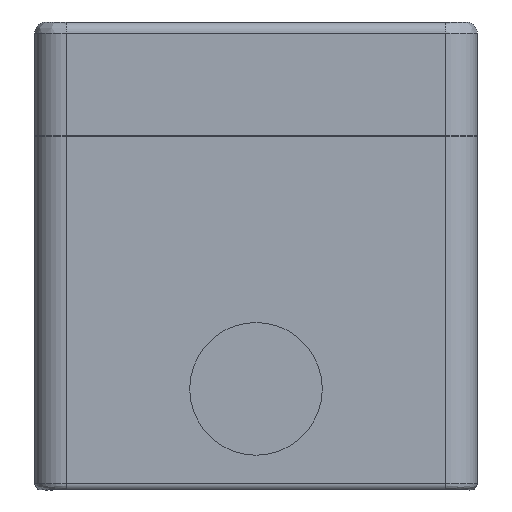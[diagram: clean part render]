
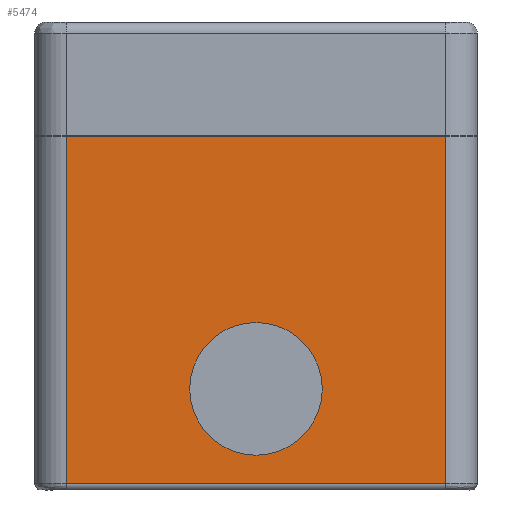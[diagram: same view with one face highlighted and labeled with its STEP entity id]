
A CAD part, front view. The second image highlights one B-rep face of the part: STEP entity #5474.
In plain terms, the highlighted planar face has unit normal (0, -1, 0).
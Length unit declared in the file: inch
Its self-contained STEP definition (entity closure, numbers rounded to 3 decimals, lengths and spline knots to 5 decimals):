
#1454 = EDGE_CURVE ( 'NONE', #6382, #22481, #22790, .T. ) ;
#2080 = EDGE_CURVE ( 'NONE', #18342, #22481, #5667, .T. ) ;
#2181 = CARTESIAN_POINT ( 'NONE',  ( 2.51437, -4.77133, -1.0268 ) ) ;
#2210 = CARTESIAN_POINT ( 'NONE',  ( 2.51437, -4.77133, -3.19215 ) ) ;
#2356 = EDGE_CURVE ( 'NONE', #19562, #6382, #15502, .T. ) ;
#2507 = EDGE_LOOP ( 'NONE', ( #15498, #4334, #20811, #9016 ) ) ;
#2664 = VECTOR ( 'NONE', #9941, 39.37008 ) ;
#2747 = VERTEX_POINT ( 'NONE', #20963 ) ;
#3948 = VECTOR ( 'NONE', #4329, 39.37008 ) ;
#4329 = DIRECTION ( 'NONE',  ( -1., 0., 0. ) ) ;
#4334 = ORIENTED_EDGE ( 'NONE', *, *, #1454, .F. ) ;
#5474 = ADVANCED_FACE ( 'NONE', ( #13826, #14078 ), #21539, .T. ) ;
#5516 = AXIS2_PLACEMENT_3D ( 'NONE', #21246, #23095, #12518 ) ;
#5667 = LINE ( 'NONE', #17020, #3948 ) ;
#6382 = VERTEX_POINT ( 'NONE', #7644 ) ;
#7021 = AXIS2_PLACEMENT_3D ( 'NONE', #12621, #21810, #14435 ) ;
#7644 = CARTESIAN_POINT ( 'NONE',  ( 0.15216, -4.77133, -3.19215 ) ) ;
#8957 = CIRCLE ( 'NONE', #7021, 0.41339 ) ;
#9016 = ORIENTED_EDGE ( 'NONE', *, *, #9047, .T. ) ;
#9047 = EDGE_CURVE ( 'NONE', #19562, #18342, #13402, .T. ) ;
#9286 = EDGE_LOOP ( 'NONE', ( #20490, #11882 ) ) ;
#9941 = DIRECTION ( 'NONE',  ( 0., 0., 1. ) ) ;
#11255 = VECTOR ( 'NONE', #21189, 39.37008 ) ;
#11738 = CARTESIAN_POINT ( 'NONE',  ( 0.15216, -4.77133, -2.10948 ) ) ;
#11882 = ORIENTED_EDGE ( 'NONE', *, *, #21934, .T. ) ;
#12068 = VERTEX_POINT ( 'NONE', #20424 ) ;
#12310 = CARTESIAN_POINT ( 'NONE',  ( 1.33327, -4.77133, -3.19215 ) ) ;
#12518 = DIRECTION ( 'NONE',  ( 0., 0., -1. ) ) ;
#12621 = CARTESIAN_POINT ( 'NONE',  ( 1.33327, -4.77133, -2.6016 ) ) ;
#13402 = LINE ( 'NONE', #20977, #2664 ) ;
#13673 = DIRECTION ( 'NONE',  ( 1., 0., 0. ) ) ;
#13826 = FACE_BOUND ( 'NONE', #9286, .T. ) ;
#14078 = FACE_OUTER_BOUND ( 'NONE', #2507, .T. ) ;
#14435 = DIRECTION ( 'NONE',  ( 1., 0., 0. ) ) ;
#15498 = ORIENTED_EDGE ( 'NONE', *, *, #2080, .T. ) ;
#15502 = LINE ( 'NONE', #12310, #11255 ) ;
#16460 = AXIS2_PLACEMENT_3D ( 'NONE', #18959, #19127, #13673 ) ;
#17020 = CARTESIAN_POINT ( 'NONE',  ( 0.15216, -4.77133, -1.0268 ) ) ;
#18008 = CIRCLE ( 'NONE', #16460, 0.41339 ) ;
#18342 = VERTEX_POINT ( 'NONE', #2181 ) ;
#18959 = CARTESIAN_POINT ( 'NONE',  ( 1.33327, -4.77133, -2.6016 ) ) ;
#19127 = DIRECTION ( 'NONE',  ( 0., 1., 0. ) ) ;
#19562 = VERTEX_POINT ( 'NONE', #2210 ) ;
#19712 = EDGE_CURVE ( 'NONE', #12068, #2747, #8957, .T. ) ;
#20424 = CARTESIAN_POINT ( 'NONE',  ( 1.74665, -4.77133, -2.6016 ) ) ;
#20490 = ORIENTED_EDGE ( 'NONE', *, *, #19712, .T. ) ;
#20811 = ORIENTED_EDGE ( 'NONE', *, *, #2356, .F. ) ;
#20963 = CARTESIAN_POINT ( 'NONE',  ( 0.91988, -4.77133, -2.6016 ) ) ;
#20977 = CARTESIAN_POINT ( 'NONE',  ( 2.51437, -4.77133, -2.10948 ) ) ;
#21189 = DIRECTION ( 'NONE',  ( -1., 0., 0. ) ) ;
#21246 = CARTESIAN_POINT ( 'NONE',  ( 0.15216, -4.77133, -2.10948 ) ) ;
#21301 = CARTESIAN_POINT ( 'NONE',  ( 0.15216, -4.77133, -1.0268 ) ) ;
#21539 = PLANE ( 'NONE',  #5516 ) ;
#21810 = DIRECTION ( 'NONE',  ( 0., 1., 0. ) ) ;
#21934 = EDGE_CURVE ( 'NONE', #2747, #12068, #18008, .T. ) ;
#22205 = VECTOR ( 'NONE', #22429, 39.37008 ) ;
#22429 = DIRECTION ( 'NONE',  ( 0., 0., 1. ) ) ;
#22481 = VERTEX_POINT ( 'NONE', #21301 ) ;
#22790 = LINE ( 'NONE', #11738, #22205 ) ;
#23095 = DIRECTION ( 'NONE',  ( 0., -1., 0. ) ) ;
